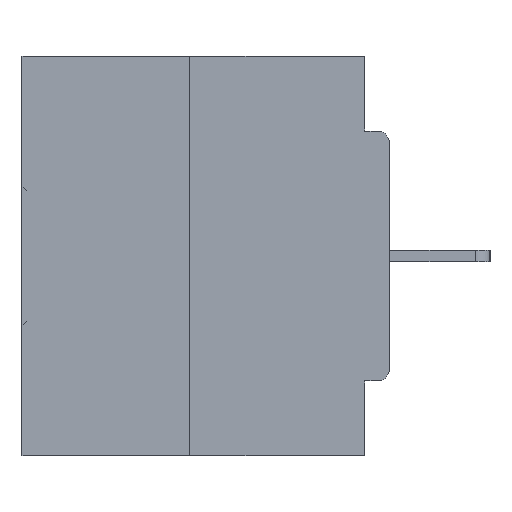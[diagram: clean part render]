
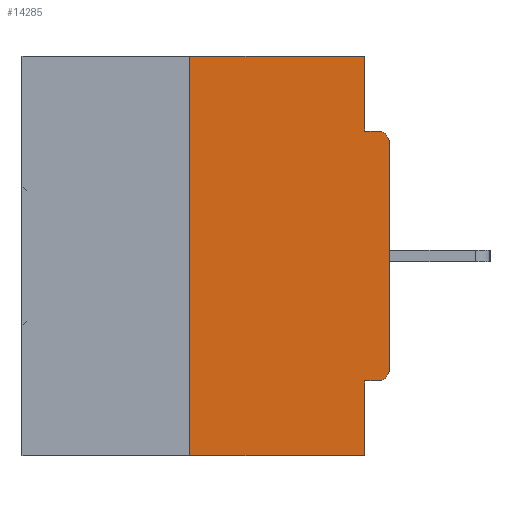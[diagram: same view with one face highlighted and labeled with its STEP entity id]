
A CAD part, left-side view. The second image highlights one B-rep face of the part: STEP entity #14285.
In plain terms, the highlighted planar face has unit normal (-1, 0, 0).
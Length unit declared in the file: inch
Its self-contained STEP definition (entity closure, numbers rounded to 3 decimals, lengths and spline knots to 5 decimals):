
#561 = ORIENTED_EDGE ( 'NONE', *, *, #1917, .T. ) ;
#867 = PLANE ( 'NONE',  #9057 ) ;
#999 = DIRECTION ( 'NONE',  ( 0., 0., 1. ) ) ;
#1917 = EDGE_CURVE ( 'NONE', #32787, #6069, #36205, .T. ) ;
#2837 = VERTEX_POINT ( 'NONE', #15566 ) ;
#2890 = DIRECTION ( 'NONE',  ( 0., 0., -1. ) ) ;
#3041 = CARTESIAN_POINT ( 'NONE',  ( 0., 0.46, 0. ) ) ;
#3073 = EDGE_CURVE ( 'NONE', #2837, #36881, #32307, .T. ) ;
#3516 = CARTESIAN_POINT ( 'NONE',  ( 0., 0.25, -0.5 ) ) ;
#3848 = VECTOR ( 'NONE', #37854, 39.37008 ) ;
#3850 = CARTESIAN_POINT ( 'NONE',  ( 0., 0.015, -0.1085 ) ) ;
#4802 = LINE ( 'NONE', #8129, #28734 ) ;
#4810 = ORIENTED_EDGE ( 'NONE', *, *, #29417, .F. ) ;
#5069 = EDGE_CURVE ( 'NONE', #7853, #16437, #17119, .T. ) ;
#5388 = DIRECTION ( 'NONE',  ( 0., 0., 1. ) ) ;
#6069 = VERTEX_POINT ( 'NONE', #21273 ) ;
#6285 = DIRECTION ( 'NONE',  ( 0., 0., -1. ) ) ;
#6888 = CARTESIAN_POINT ( 'NONE',  ( 0., 0.25, 0. ) ) ;
#7083 = CARTESIAN_POINT ( 'NONE',  ( 0., 0.015, -0.0935 ) ) ;
#7853 = VERTEX_POINT ( 'NONE', #3516 ) ;
#7998 = CARTESIAN_POINT ( 'NONE',  ( 0., 0., -0.0935 ) ) ;
#8129 = CARTESIAN_POINT ( 'NONE',  ( 0., 0., -0.4065 ) ) ;
#9057 = AXIS2_PLACEMENT_3D ( 'NONE', #3041, #30095, #18516 ) ;
#10458 = CARTESIAN_POINT ( 'NONE',  ( 0., 0.015, -0.3915 ) ) ;
#11037 = VECTOR ( 'NONE', #2890, 39.37008 ) ;
#11253 = DIRECTION ( 'NONE',  ( 0., 1., 0. ) ) ;
#12439 = FACE_OUTER_BOUND ( 'NONE', #28011, .T. ) ;
#12466 = ORIENTED_EDGE ( 'NONE', *, *, #34335, .F. ) ;
#13453 = DIRECTION ( 'NONE',  ( -1., 0., 0. ) ) ;
#14285 = ADVANCED_FACE ( 'NONE', ( #12439 ), #867, .F. ) ;
#14450 = VECTOR ( 'NONE', #22612, 39.37008 ) ;
#15094 = VECTOR ( 'NONE', #999, 39.37008 ) ;
#15239 = LINE ( 'NONE', #27204, #11037 ) ;
#15566 = CARTESIAN_POINT ( 'NONE',  ( 0., 0.031, -0.0935 ) ) ;
#15820 = DIRECTION ( 'NONE',  ( 0., 0., -1. ) ) ;
#16267 = CARTESIAN_POINT ( 'NONE',  ( 0., 0.015, -0.4065 ) ) ;
#16437 = VERTEX_POINT ( 'NONE', #30502 ) ;
#16497 = LINE ( 'NONE', #37471, #3848 ) ;
#16728 = ORIENTED_EDGE ( 'NONE', *, *, #37718, .T. ) ;
#17119 = LINE ( 'NONE', #37515, #14450 ) ;
#17952 = AXIS2_PLACEMENT_3D ( 'NONE', #3850, #13453, #15820 ) ;
#18516 = DIRECTION ( 'NONE',  ( 0., 0., -1. ) ) ;
#18602 = ORIENTED_EDGE ( 'NONE', *, *, #5069, .T. ) ;
#18803 = VECTOR ( 'NONE', #5388, 39.37008 ) ;
#19837 = CIRCLE ( 'NONE', #17952, 0.015 ) ;
#20292 = EDGE_CURVE ( 'NONE', #32787, #34071, #4802, .T. ) ;
#20294 = CARTESIAN_POINT ( 'NONE',  ( 0., 0., 0. ) ) ;
#20992 = LINE ( 'NONE', #26698, #37849 ) ;
#21107 = VERTEX_POINT ( 'NONE', #22543 ) ;
#21273 = CARTESIAN_POINT ( 'NONE',  ( 0., 0., -0.3915 ) ) ;
#22543 = CARTESIAN_POINT ( 'NONE',  ( 0., 0., -0.1085 ) ) ;
#22612 = DIRECTION ( 'NONE',  ( 0., -1., 0. ) ) ;
#23858 = ORIENTED_EDGE ( 'NONE', *, *, #26631, .T. ) ;
#24403 = CARTESIAN_POINT ( 'NONE',  ( 0., 0.031, 0. ) ) ;
#24990 = DIRECTION ( 'NONE',  ( -1., 0., 0. ) ) ;
#25116 = LINE ( 'NONE', #6888, #15094 ) ;
#25587 = VECTOR ( 'NONE', #25654, 39.37008 ) ;
#25654 = DIRECTION ( 'NONE',  ( 0., -1., 0. ) ) ;
#25768 = ORIENTED_EDGE ( 'NONE', *, *, #3073, .F. ) ;
#26631 = EDGE_CURVE ( 'NONE', #6069, #21107, #29887, .T. ) ;
#26698 = CARTESIAN_POINT ( 'NONE',  ( 0., 0.031, 0. ) ) ;
#27036 = EDGE_CURVE ( 'NONE', #7853, #28521, #25116, .T. ) ;
#27204 = CARTESIAN_POINT ( 'NONE',  ( 0., 0.031, -0.5 ) ) ;
#28011 = EDGE_LOOP ( 'NONE', ( #4810, #37583, #18602, #38111, #33982, #561, #23858, #16728, #25768, #12466 ) ) ;
#28521 = VERTEX_POINT ( 'NONE', #33909 ) ;
#28734 = VECTOR ( 'NONE', #11253, 39.37008 ) ;
#29417 = EDGE_CURVE ( 'NONE', #28521, #38117, #16497, .T. ) ;
#29887 = LINE ( 'NONE', #20294, #18803 ) ;
#30095 = DIRECTION ( 'NONE',  ( 1., 0., 0. ) ) ;
#30502 = CARTESIAN_POINT ( 'NONE',  ( 0., 0.031, -0.5 ) ) ;
#31246 = DIRECTION ( 'NONE',  ( 0., 0., -1. ) ) ;
#31414 = CARTESIAN_POINT ( 'NONE',  ( 0., 0.031, -0.4065 ) ) ;
#32307 = LINE ( 'NONE', #7998, #25587 ) ;
#32475 = AXIS2_PLACEMENT_3D ( 'NONE', #10458, #24990, #31246 ) ;
#32787 = VERTEX_POINT ( 'NONE', #16267 ) ;
#33909 = CARTESIAN_POINT ( 'NONE',  ( 0., 0.25, 0. ) ) ;
#33982 = ORIENTED_EDGE ( 'NONE', *, *, #20292, .F. ) ;
#34071 = VERTEX_POINT ( 'NONE', #31414 ) ;
#34335 = EDGE_CURVE ( 'NONE', #38117, #2837, #20992, .T. ) ;
#36205 = CIRCLE ( 'NONE', #32475, 0.015 ) ;
#36881 = VERTEX_POINT ( 'NONE', #7083 ) ;
#37471 = CARTESIAN_POINT ( 'NONE',  ( 0., 0.46, 0. ) ) ;
#37515 = CARTESIAN_POINT ( 'NONE',  ( 0., 0.46, -0.5 ) ) ;
#37582 = EDGE_CURVE ( 'NONE', #34071, #16437, #15239, .T. ) ;
#37583 = ORIENTED_EDGE ( 'NONE', *, *, #27036, .F. ) ;
#37718 = EDGE_CURVE ( 'NONE', #21107, #36881, #19837, .T. ) ;
#37849 = VECTOR ( 'NONE', #6285, 39.37008 ) ;
#37854 = DIRECTION ( 'NONE',  ( 0., -1., 0. ) ) ;
#38111 = ORIENTED_EDGE ( 'NONE', *, *, #37582, .F. ) ;
#38117 = VERTEX_POINT ( 'NONE', #24403 ) ;
